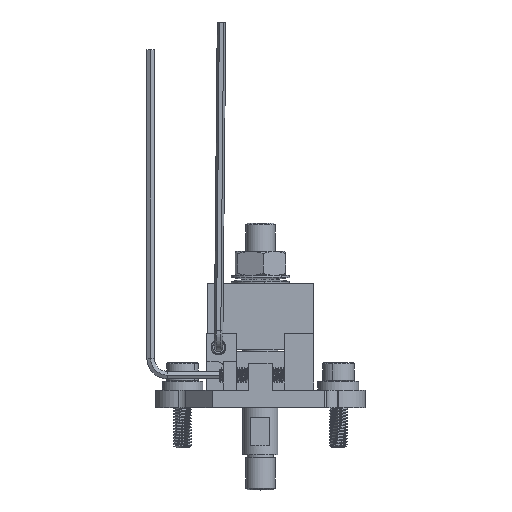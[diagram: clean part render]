
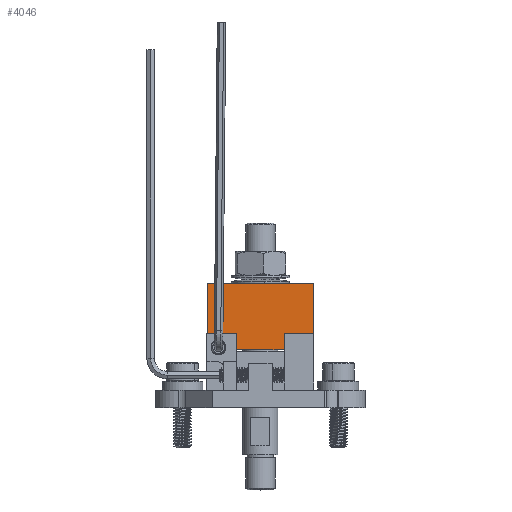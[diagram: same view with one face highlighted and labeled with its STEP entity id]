
A CAD part, top view. The second image highlights one B-rep face of the part: STEP entity #4046.
In plain terms, the highlighted planar face has unit normal (0, 0, 1).
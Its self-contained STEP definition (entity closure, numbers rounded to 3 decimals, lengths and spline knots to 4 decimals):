
#452 = EDGE_CURVE ( 'NONE', #1361, #30667, #26102, .T. ) ;
#1021 = VECTOR ( 'NONE', #4332, 39.3701 ) ;
#1207 = CARTESIAN_POINT ( 'NONE',  ( -0.567, 0.7915, 0.275 ) ) ;
#1361 = VERTEX_POINT ( 'NONE', #34103 ) ;
#1562 = PLANE ( 'NONE',  #18877 ) ;
#2315 = CARTESIAN_POINT ( 'NONE',  ( -0.253, 0.7915, 0.275 ) ) ;
#2377 = ORIENTED_EDGE ( 'NONE', *, *, #31134, .T. ) ;
#2407 = VECTOR ( 'NONE', #29311, 39.3701 ) ;
#2544 = DIRECTION ( 'NONE',  ( 0., -1., 0. ) ) ;
#2767 = CARTESIAN_POINT ( 'NONE',  ( -0.253, 0.7915, 0.275 ) ) ;
#3193 = DIRECTION ( 'NONE',  ( 0., -1., 0. ) ) ;
#4046 = ADVANCED_FACE ( 'NONE', ( #17780 ), #1562, .F. ) ;
#4301 = VERTEX_POINT ( 'NONE', #22972 ) ;
#4332 = DIRECTION ( 'NONE',  ( 0., -1., 0. ) ) ;
#4426 = VECTOR ( 'NONE', #10113, 39.3701 ) ;
#4837 = ORIENTED_EDGE ( 'NONE', *, *, #30600, .T. ) ;
#7592 = DIRECTION ( 'NONE',  ( -1., 0., 0. ) ) ;
#7726 = CARTESIAN_POINT ( 'NONE',  ( -0.253, 0.6165, 0.275 ) ) ;
#8628 = VERTEX_POINT ( 'NONE', #2315 ) ;
#9671 = CARTESIAN_POINT ( 'NONE',  ( 0.567, 1.3252, 0.275 ) ) ;
#10113 = DIRECTION ( 'NONE',  ( -1., 0., 0. ) ) ;
#10254 = VERTEX_POINT ( 'NONE', #7726 ) ;
#12137 = ORIENTED_EDGE ( 'NONE', *, *, #41451, .F. ) ;
#12386 = CARTESIAN_POINT ( 'NONE',  ( -0.567, 1.3252, 0.275 ) ) ;
#12592 = LINE ( 'NONE', #2767, #14639 ) ;
#12786 = LINE ( 'NONE', #22814, #19210 ) ;
#14639 = VECTOR ( 'NONE', #3193, 39.3701 ) ;
#16622 = DIRECTION ( 'NONE',  ( 0., -1., 0. ) ) ;
#17381 = VECTOR ( 'NONE', #34960, 39.3701 ) ;
#17573 = CARTESIAN_POINT ( 'NONE',  ( 0.567, 1.3252, 0.275 ) ) ;
#17780 = FACE_OUTER_BOUND ( 'NONE', #36037, .T. ) ;
#17959 = ORIENTED_EDGE ( 'NONE', *, *, #36281, .F. ) ;
#17990 = DIRECTION ( 'NONE',  ( 0., 0., -1. ) ) ;
#18040 = CARTESIAN_POINT ( 'NONE',  ( -0.567, 0.7915, 0.275 ) ) ;
#18123 = VERTEX_POINT ( 'NONE', #34162 ) ;
#18158 = CARTESIAN_POINT ( 'NONE',  ( -0.567, 1.3252, 0.275 ) ) ;
#18877 = AXIS2_PLACEMENT_3D ( 'NONE', #17573, #17990, #31019 ) ;
#19210 = VECTOR ( 'NONE', #16622, 39.3701 ) ;
#19398 = LINE ( 'NONE', #35210, #20861 ) ;
#20861 = VECTOR ( 'NONE', #2544, 39.3701 ) ;
#21797 = LINE ( 'NONE', #18158, #1021 ) ;
#22814 = CARTESIAN_POINT ( 'NONE',  ( 0.567, 1.3252, 0.275 ) ) ;
#22972 = CARTESIAN_POINT ( 'NONE',  ( 0.567, 1.3252, 0.275 ) ) ;
#23124 = CARTESIAN_POINT ( 'NONE',  ( 0.567, 0.7915, 0.275 ) ) ;
#23901 = EDGE_CURVE ( 'NONE', #4301, #1361, #12786, .T. ) ;
#23994 = ORIENTED_EDGE ( 'NONE', *, *, #452, .F. ) ;
#25882 = LINE ( 'NONE', #9671, #2407 ) ;
#26102 = LINE ( 'NONE', #23124, #4426 ) ;
#26860 = CARTESIAN_POINT ( 'NONE',  ( 0.253, 0.7915, 0.275 ) ) ;
#28337 = CARTESIAN_POINT ( 'NONE',  ( 0.567, 0.6165, 0.275 ) ) ;
#29311 = DIRECTION ( 'NONE',  ( 1., 0., 0. ) ) ;
#29988 = VERTEX_POINT ( 'NONE', #18040 ) ;
#30410 = EDGE_CURVE ( 'NONE', #30513, #29988, #21797, .T. ) ;
#30513 = VERTEX_POINT ( 'NONE', #12386 ) ;
#30600 = EDGE_CURVE ( 'NONE', #8628, #10254, #12592, .T. ) ;
#30667 = VERTEX_POINT ( 'NONE', #26860 ) ;
#31019 = DIRECTION ( 'NONE',  ( -1., 0., 0. ) ) ;
#31134 = EDGE_CURVE ( 'NONE', #10254, #18123, #39012, .T. ) ;
#34103 = CARTESIAN_POINT ( 'NONE',  ( 0.567, 0.7915, 0.275 ) ) ;
#34162 = CARTESIAN_POINT ( 'NONE',  ( 0.253, 0.6165, 0.275 ) ) ;
#34960 = DIRECTION ( 'NONE',  ( 1., 0., 0. ) ) ;
#35210 = CARTESIAN_POINT ( 'NONE',  ( 0.253, 0.7915, 0.275 ) ) ;
#36002 = VECTOR ( 'NONE', #7592, 39.3701 ) ;
#36037 = EDGE_LOOP ( 'NONE', ( #12137, #4837, #2377, #38035, #23994, #41408, #17959, #38082 ) ) ;
#36281 = EDGE_CURVE ( 'NONE', #30513, #4301, #25882, .T. ) ;
#36848 = LINE ( 'NONE', #1207, #36002 ) ;
#36964 = EDGE_CURVE ( 'NONE', #30667, #18123, #19398, .T. ) ;
#38035 = ORIENTED_EDGE ( 'NONE', *, *, #36964, .F. ) ;
#38082 = ORIENTED_EDGE ( 'NONE', *, *, #30410, .T. ) ;
#39012 = LINE ( 'NONE', #28337, #17381 ) ;
#41408 = ORIENTED_EDGE ( 'NONE', *, *, #23901, .F. ) ;
#41451 = EDGE_CURVE ( 'NONE', #8628, #29988, #36848, .T. ) ;
